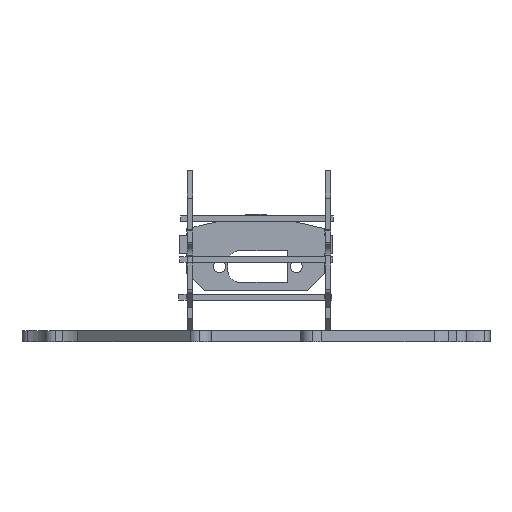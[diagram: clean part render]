
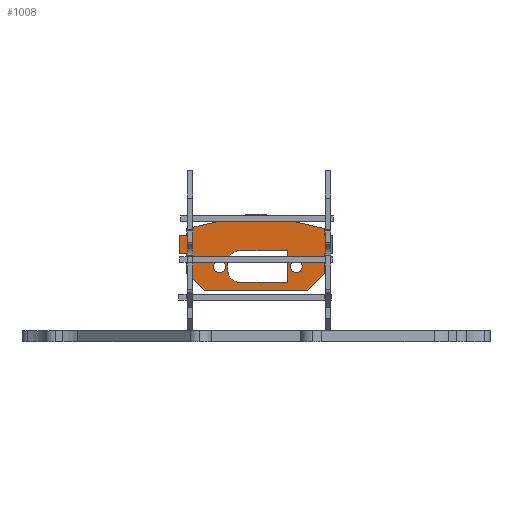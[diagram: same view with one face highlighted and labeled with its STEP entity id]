
A CAD part, front view. The second image highlights one B-rep face of the part: STEP entity #1008.
In plain terms, the highlighted planar face has unit normal (0, -1, 0).
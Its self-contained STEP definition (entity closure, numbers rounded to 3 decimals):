
#58=CARTESIAN_POINT('',(-39.112,50.43,110.363));
#59=VERTEX_POINT('',#58);
#66=CARTESIAN_POINT('',(-43.712,50.43,105.763));
#67=VERTEX_POINT('',#66);
#68=CARTESIAN_POINT('',(-39.112,50.43,110.363));
#69=DIRECTION('',(-0.707,0.,-0.707));
#70=VECTOR('',#69,6.505);
#71=LINE('',#68,#70);
#72=EDGE_CURVE('NONE',#59,#67,#71,.T.);
#386=CARTESIAN_POINT('',(-39.112,50.43,115.713));
#387=VERTEX_POINT('',#386);
#394=CARTESIAN_POINT('',(-39.112,50.43,115.713));
#395=DIRECTION('',(0.,0.,-1.));
#396=VECTOR('',#395,5.35);
#397=LINE('',#394,#396);
#398=EDGE_CURVE('NONE',#387,#59,#397,.T.);
#408=CARTESIAN_POINT('',(-76.022,50.43,115.713));
#409=VERTEX_POINT('',#408);
#416=CARTESIAN_POINT('',(-78.022,50.43,115.713));
#417=VERTEX_POINT('',#416);
#418=CARTESIAN_POINT('',(-78.022,50.43,115.713));
#419=DIRECTION('',(1.,0.,-0.));
#420=VECTOR('',#419,2.);
#421=LINE('',#418,#420);
#422=EDGE_CURVE('NONE',#417,#409,#421,.T.);
#439=CARTESIAN_POINT('',(-39.022,50.43,120.713));
#440=VERTEX_POINT('',#439);
#447=CARTESIAN_POINT('',(-37.022,50.43,120.713));
#448=VERTEX_POINT('',#447);
#449=CARTESIAN_POINT('',(-37.022,50.43,120.713));
#450=DIRECTION('',(-1.,-0.,0.));
#451=VECTOR('',#450,2.);
#452=LINE('',#449,#451);
#453=EDGE_CURVE('NONE',#448,#440,#452,.T.);
#470=CARTESIAN_POINT('',(-71.333,50.43,105.763));
#471=VERTEX_POINT('',#470);
#480=CARTESIAN_POINT('',(-71.333,50.43,105.763));
#481=DIRECTION('',(1.,0.,-0.));
#482=VECTOR('',#481,27.621);
#483=LINE('',#480,#482);
#484=EDGE_CURVE('NONE',#471,#67,#483,.T.);
#494=CARTESIAN_POINT('',(-76.022,50.43,110.452));
#495=VERTEX_POINT('',#494);
#496=CARTESIAN_POINT('',(-71.333,50.43,105.763));
#497=DIRECTION('',(-0.707,-0.,0.707));
#498=VECTOR('',#497,6.632);
#499=LINE('',#496,#498);
#500=EDGE_CURVE('NONE',#471,#495,#499,.T.);
#519=CARTESIAN_POINT('',(-78.022,50.43,120.713));
#520=VERTEX_POINT('',#519);
#529=CARTESIAN_POINT('',(-78.022,50.43,120.713));
#530=DIRECTION('',(0.,0.,-1.));
#531=VECTOR('',#530,5.);
#532=LINE('',#529,#531);
#533=EDGE_CURVE('NONE',#520,#417,#532,.T.);
#543=CARTESIAN_POINT('',(-76.022,50.43,120.713));
#544=VERTEX_POINT('',#543);
#545=CARTESIAN_POINT('',(-76.022,50.43,120.713));
#546=DIRECTION('',(-1.,-0.,0.));
#547=VECTOR('',#546,2.);
#548=LINE('',#545,#547);
#549=EDGE_CURVE('',#544,#520,#548,.T.);
#567=CARTESIAN_POINT('',(-59.733,50.43,126.263));
#568=VERTEX_POINT('',#567);
#576=CARTESIAN_POINT('',(-76.022,50.43,122.442));
#577=VERTEX_POINT('',#576);
#584=CARTESIAN_POINT('',(-76.022,50.43,122.442));
#585=DIRECTION('',(0.974,-0.,0.228));
#586=VECTOR('',#585,16.732);
#587=LINE('',#584,#586);
#588=EDGE_CURVE('NONE',#577,#568,#587,.T.);
#599=CARTESIAN_POINT('',(-55.312,50.43,126.263));
#600=VERTEX_POINT('',#599);
#609=CARTESIAN_POINT('',(-59.733,50.43,126.263));
#610=DIRECTION('',(1.,0.,-0.));
#611=VECTOR('',#610,4.421);
#612=LINE('',#609,#611);
#613=EDGE_CURVE('NONE',#568,#600,#612,.T.);
#623=CARTESIAN_POINT('',(-39.022,50.43,122.442));
#624=VERTEX_POINT('',#623);
#625=CARTESIAN_POINT('',(-55.312,50.43,126.263));
#626=DIRECTION('',(0.974,0.,-0.228));
#627=VECTOR('',#626,16.732);
#628=LINE('',#625,#627);
#629=EDGE_CURVE('NONE',#600,#624,#628,.T.);
#648=CARTESIAN_POINT('',(-37.022,50.43,115.713));
#649=VERTEX_POINT('',#648);
#658=CARTESIAN_POINT('',(-37.022,50.43,115.713));
#659=DIRECTION('',(-0.,-0.,1.));
#660=VECTOR('',#659,5.);
#661=LINE('',#658,#660);
#662=EDGE_CURVE('NONE',#649,#448,#661,.T.);
#676=CARTESIAN_POINT('',(-39.112,50.43,115.713));
#677=DIRECTION('',(1.,0.,-0.));
#678=VECTOR('',#677,2.09);
#679=LINE('',#676,#678);
#680=EDGE_CURVE('NONE',#387,#649,#679,.T.);
#691=CARTESIAN_POINT('',(-48.288,50.43,112.313));
#692=VERTEX_POINT('',#691);
#702=CARTESIAN_POINT('',(-46.688,50.43,113.913));
#703=VERTEX_POINT('',#702);
#704=CARTESIAN_POINT('',(-46.688,50.43,112.313));
#705=DIRECTION('',(-0.,-1.,-0.));
#706=DIRECTION('',(0.,-0.,1.));
#707=AXIS2_PLACEMENT_3D('',#704,#705,#706);
#708=CIRCLE('',#707,1.6);
#709=EDGE_CURVE('NONE',#692,#703,#708,.T.);
#711=CARTESIAN_POINT('',(-46.688,50.43,112.313));
#712=DIRECTION('',(-0.,-1.,-0.));
#713=DIRECTION('',(0.,-0.,1.));
#714=AXIS2_PLACEMENT_3D('',#711,#712,#713);
#715=CIRCLE('',#714,1.6);
#716=EDGE_CURVE('NONE',#703,#692,#715,.T.);
#726=CARTESIAN_POINT('',(-68.888,50.43,112.313));
#727=VERTEX_POINT('',#726);
#737=CARTESIAN_POINT('',(-67.288,50.43,113.913));
#738=VERTEX_POINT('',#737);
#739=CARTESIAN_POINT('',(-67.288,50.43,112.313));
#740=DIRECTION('',(-0.,-1.,-0.));
#741=DIRECTION('',(0.,-0.,1.));
#742=AXIS2_PLACEMENT_3D('',#739,#740,#741);
#743=CIRCLE('',#742,1.6);
#744=EDGE_CURVE('NONE',#727,#738,#743,.T.);
#746=CARTESIAN_POINT('',(-67.288,50.43,112.313));
#747=DIRECTION('',(-0.,-1.,-0.));
#748=DIRECTION('',(0.,-0.,1.));
#749=AXIS2_PLACEMENT_3D('',#746,#747,#748);
#750=CIRCLE('',#749,1.6);
#751=EDGE_CURVE('NONE',#738,#727,#750,.T.);
#761=CARTESIAN_POINT('',(-65.038,50.43,113.363));
#762=VERTEX_POINT('',#761);
#770=CARTESIAN_POINT('',(-61.838,50.43,116.563));
#771=VERTEX_POINT('',#770);
#778=CARTESIAN_POINT('',(-61.838,50.43,113.363));
#779=DIRECTION('',(-0.,-1.,-0.));
#780=DIRECTION('',(0.,-0.,1.));
#781=AXIS2_PLACEMENT_3D('',#778,#779,#780);
#782=CIRCLE('',#781,3.2);
#783=EDGE_CURVE('NONE',#771,#762,#782,.T.);
#793=CARTESIAN_POINT('',(-65.038,50.43,111.263));
#794=VERTEX_POINT('',#793);
#803=CARTESIAN_POINT('',(-65.038,50.43,113.363));
#804=DIRECTION('',(0.,0.,-1.));
#805=VECTOR('',#804,2.1);
#806=LINE('',#803,#805);
#807=EDGE_CURVE('NONE',#762,#794,#806,.T.);
#817=CARTESIAN_POINT('',(-61.838,50.43,108.063));
#818=VERTEX_POINT('',#817);
#827=CARTESIAN_POINT('',(-61.838,50.43,111.263));
#828=DIRECTION('',(-0.,-1.,-0.));
#829=DIRECTION('',(0.,-0.,1.));
#830=AXIS2_PLACEMENT_3D('',#827,#828,#829);
#831=CIRCLE('',#830,3.2);
#832=EDGE_CURVE('NONE',#794,#818,#831,.T.);
#842=CARTESIAN_POINT('',(-49.338,50.43,108.063));
#843=VERTEX_POINT('',#842);
#852=CARTESIAN_POINT('',(-61.838,50.43,108.063));
#853=DIRECTION('',(1.,0.,-0.));
#854=VECTOR('',#853,12.5);
#855=LINE('',#852,#854);
#856=EDGE_CURVE('NONE',#818,#843,#855,.T.);
#866=CARTESIAN_POINT('',(-48.938,50.43,108.463));
#867=VERTEX_POINT('',#866);
#876=CARTESIAN_POINT('',(-49.338,50.43,108.463));
#877=DIRECTION('',(-0.,-1.,-0.));
#878=DIRECTION('',(0.,-0.,1.));
#879=AXIS2_PLACEMENT_3D('',#876,#877,#878);
#880=CIRCLE('',#879,0.4);
#881=EDGE_CURVE('NONE',#843,#867,#880,.T.);
#891=CARTESIAN_POINT('',(-48.938,50.43,116.163));
#892=VERTEX_POINT('',#891);
#901=CARTESIAN_POINT('',(-48.938,50.43,108.463));
#902=DIRECTION('',(-0.,-0.,1.));
#903=VECTOR('',#902,7.7);
#904=LINE('',#901,#903);
#905=EDGE_CURVE('NONE',#867,#892,#904,.T.);
#915=CARTESIAN_POINT('',(-49.338,50.43,116.563));
#916=VERTEX_POINT('',#915);
#925=CARTESIAN_POINT('',(-49.338,50.43,116.163));
#926=DIRECTION('',(-0.,-1.,-0.));
#927=DIRECTION('',(0.,-0.,1.));
#928=AXIS2_PLACEMENT_3D('',#925,#926,#927);
#929=CIRCLE('',#928,0.4);
#930=EDGE_CURVE('NONE',#892,#916,#929,.T.);
#943=CARTESIAN_POINT('',(-49.338,50.43,116.563));
#944=DIRECTION('',(-1.,-0.,0.));
#945=VECTOR('',#944,12.5);
#946=LINE('',#943,#945);
#947=EDGE_CURVE('NONE',#916,#771,#946,.T.);
#952=CARTESIAN_POINT('',(-77.522,50.43,105.763));
#953=DIRECTION('',(0.,1.,0.));
#954=DIRECTION('',(1.,0.,0.));
#955=AXIS2_PLACEMENT_3D('',#952,#953,#954);
#956=PLANE('',#955);
#957=CARTESIAN_POINT('',(-76.022,50.43,120.713));
#958=DIRECTION('',(0.,0.,1.));
#959=VECTOR('',#958,1.729);
#960=LINE('',#957,#959);
#961=EDGE_CURVE('',#544,#577,#960,.T.);
#962=ORIENTED_EDGE('',*,*,#961,.F.);
#963=ORIENTED_EDGE('',*,*,#549,.T.);
#964=ORIENTED_EDGE('',*,*,#533,.T.);
#965=ORIENTED_EDGE('',*,*,#422,.T.);
#966=CARTESIAN_POINT('',(-76.022,50.43,115.713));
#967=DIRECTION('',(0.,0.,-1.));
#968=VECTOR('',#967,5.26);
#969=LINE('',#966,#968);
#970=EDGE_CURVE('',#409,#495,#969,.T.);
#971=ORIENTED_EDGE('',*,*,#970,.T.);
#972=ORIENTED_EDGE('',*,*,#500,.F.);
#973=ORIENTED_EDGE('',*,*,#484,.T.);
#974=ORIENTED_EDGE('',*,*,#72,.F.);
#975=ORIENTED_EDGE('',*,*,#398,.F.);
#976=ORIENTED_EDGE('',*,*,#680,.T.);
#977=ORIENTED_EDGE('',*,*,#662,.T.);
#978=ORIENTED_EDGE('',*,*,#453,.T.);
#979=CARTESIAN_POINT('',(-39.022,50.43,120.713));
#980=DIRECTION('',(0.,0.,1.));
#981=VECTOR('',#980,1.729);
#982=LINE('',#979,#981);
#983=EDGE_CURVE('',#440,#624,#982,.T.);
#984=ORIENTED_EDGE('',*,*,#983,.T.);
#985=ORIENTED_EDGE('',*,*,#629,.F.);
#986=ORIENTED_EDGE('',*,*,#613,.F.);
#987=ORIENTED_EDGE('',*,*,#588,.F.);
#988=EDGE_LOOP('',(#962,#963,#964,#965,#971,#972,#973,#974,#975,#976,#977,#978,#984,#985,#986,#987));
#989=FACE_BOUND('',#988,.T.);
#990=ORIENTED_EDGE('',*,*,#930,.F.);
#991=ORIENTED_EDGE('',*,*,#905,.F.);
#992=ORIENTED_EDGE('',*,*,#881,.F.);
#993=ORIENTED_EDGE('',*,*,#856,.F.);
#994=ORIENTED_EDGE('',*,*,#832,.F.);
#995=ORIENTED_EDGE('',*,*,#807,.F.);
#996=ORIENTED_EDGE('',*,*,#783,.F.);
#997=ORIENTED_EDGE('',*,*,#947,.F.);
#998=EDGE_LOOP('',(#990,#991,#992,#993,#994,#995,#996,#997));
#999=FACE_BOUND('',#998,.T.);
#1000=ORIENTED_EDGE('',*,*,#744,.F.);
#1001=ORIENTED_EDGE('',*,*,#751,.F.);
#1002=EDGE_LOOP('',(#1000,#1001));
#1003=FACE_BOUND('',#1002,.T.);
#1004=ORIENTED_EDGE('',*,*,#709,.F.);
#1005=ORIENTED_EDGE('',*,*,#716,.F.);
#1006=EDGE_LOOP('',(#1004,#1005));
#1007=FACE_BOUND('',#1006,.T.);
#1008=ADVANCED_FACE('NONE',(#989,#999,#1003,#1007),#956,.F.);
